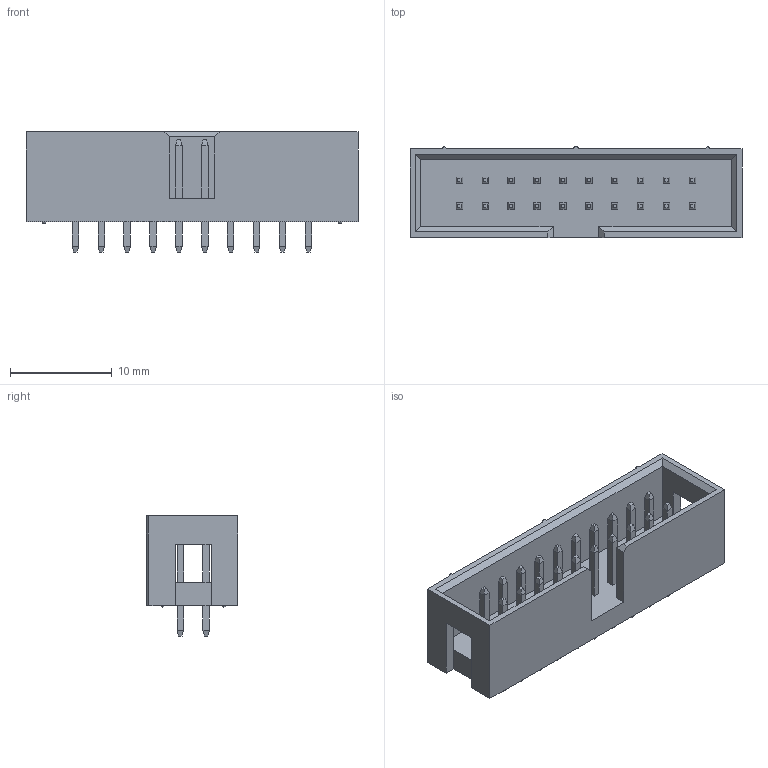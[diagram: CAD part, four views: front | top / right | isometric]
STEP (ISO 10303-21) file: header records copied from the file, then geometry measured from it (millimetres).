
FILE_DESCRIPTION (( 'STEP AP214' ), '1' );
FILE_NAME ('FBH25401-D20S1004K6K-REF.STEP', '2026-03-20T02:50:35', ( '' ), ( '' ), 'SwSTEP 2.0', 'SolidWorks 2021', '' );
FILE_SCHEMA (( 'AUTOMOTIVE_DESIGN' ));
Length unit declared in the file: millimetre
Products named in the file (1): FBH25401-D20S1004K6K-REF
Bounding box: 32.57 x 8.95 x 11.8 mm (x, y, z)
Volume: 1171.3 mm3; surface area: 2112.8 mm2
Topology: 1 solids, 1 shells, 403 faces, 933 edges, 564 vertices
Faces by surface type: plane 392, sphere 8, cylinder 3
Entity records: 10907 total; most frequent: CARTESIAN_POINT 1877, ORIENTED_EDGE 1834, DIRECTION 1747, EDGE_CURVE 917, LINE 895, VECTOR 895, VERTEX_POINT 556, EDGE_LOOP 447
